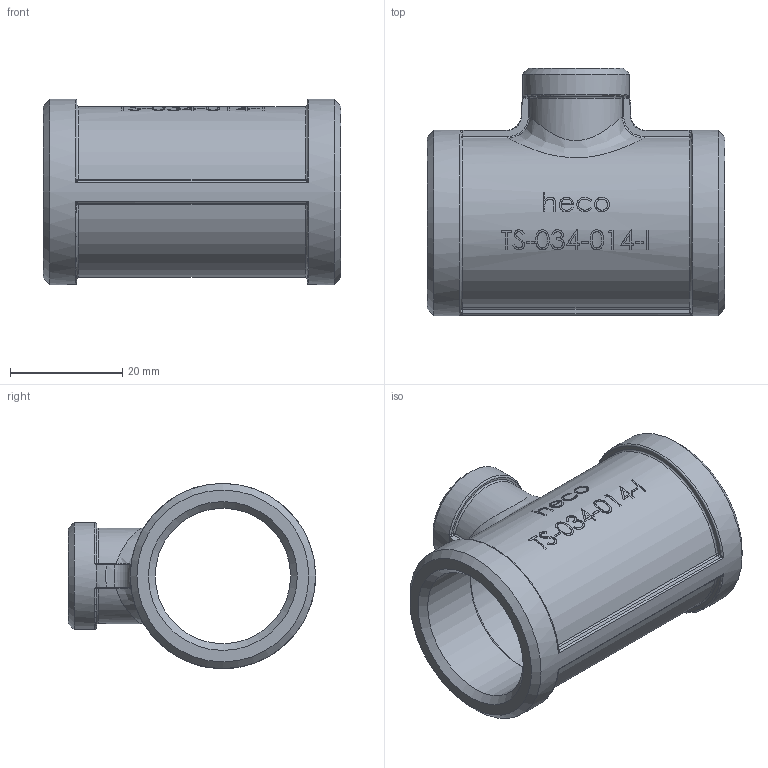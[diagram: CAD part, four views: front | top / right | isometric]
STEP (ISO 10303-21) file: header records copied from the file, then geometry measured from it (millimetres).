
FILE_DESCRIPTION (( 'STEP AP214' ), '1' );
FILE_NAME ('heco_TS-034-014-I.STEP', '2016-06-22T12:33:26', ( '' ), ( '' ), 'SwSTEP 2.0', 'SolidWorks 2011', '' );
FILE_SCHEMA (( 'AUTOMOTIVE_DESIGN' ));
Length unit declared in the file: millimetre
Products named in the file (1): heco_TS-034-014-I
Bounding box: 53 x 44 x 33 mm (x, y, z)
Volume: 14289.8 mm3; surface area: 11603.5 mm2
Topology: 1 solids, 1 shells, 293 faces, 732 edges, 462 vertices
Faces by surface type: bspline 117, plane 82, cylinder 59, torus 14, sphere 12, cone 9
Full cylindrical faces by diameter (mm): 11.445 x1, 13.6 x1, 19 x1, 24.117 x2, 27.1 x1, 33 x1
Entity records: 23992 total; most frequent: CARTESIAN_POINT 16753, ORIENTED_EDGE 1410, DIRECTION 828, EDGE_CURVE 705, VERTEX_POINT 456, B_SPLINE_CURVE_WITH_KNOTS 380, EDGE_LOOP 339, AXIS2_PLACEMENT_3D 326
